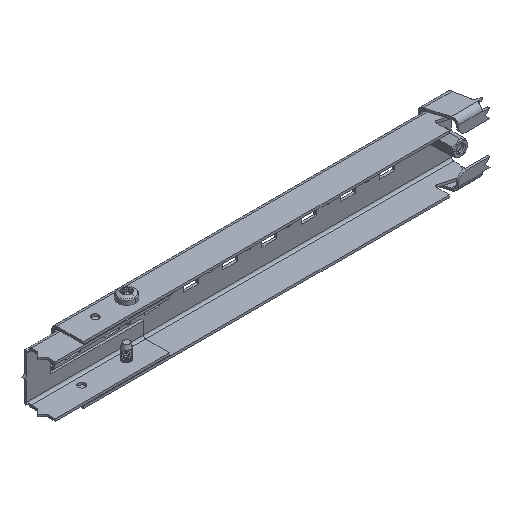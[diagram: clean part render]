
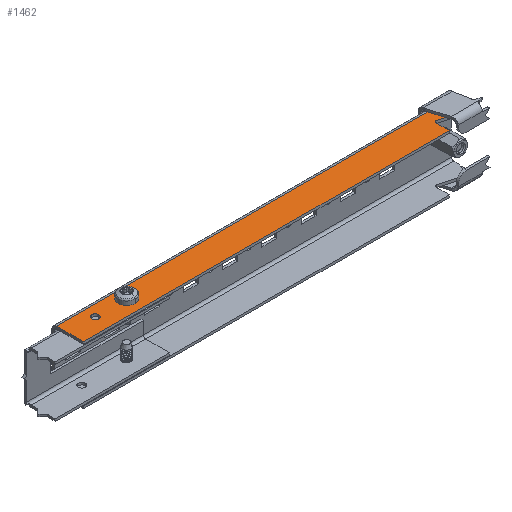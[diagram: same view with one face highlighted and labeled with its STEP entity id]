
A CAD part, isometric view. The second image highlights one B-rep face of the part: STEP entity #1462.
In plain terms, the highlighted planar face has unit normal (0, 0, 1).
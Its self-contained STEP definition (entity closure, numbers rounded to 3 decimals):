
#144 = CIRCLE ( 'NONE', #5496, 1. ) ;
#145 = CIRCLE ( 'NONE', #11080, 2.25 ) ;
#227 = PLANE ( 'NONE',  #9056 ) ;
#250 = DIRECTION ( 'NONE',  ( 0., 0., 1. ) ) ;
#717 = DIRECTION ( 'NONE',  ( 1., 0., 0. ) ) ;
#747 = CARTESIAN_POINT ( 'NONE',  ( 122.624, -14.779, 18.484 ) ) ;
#882 = CARTESIAN_POINT ( 'NONE',  ( -89., -12.374, 18.484 ) ) ;
#890 = CIRCLE ( 'NONE', #12107, 1. ) ;
#1131 = EDGE_CURVE ( 'NONE', #14151, #6859, #890, .T. ) ;
#1230 = VECTOR ( 'NONE', #13890, 1000. ) ;
#1329 = CIRCLE ( 'NONE', #1842, 2.25 ) ;
#1427 = DIRECTION ( 'NONE',  ( 0., -1., 0. ) ) ;
#1462 = ADVANCED_FACE ( 'NONE', ( #7340, #6127, #8447 ), #227, .T. ) ;
#1543 = CIRCLE ( 'NONE', #8407, 1. ) ;
#1773 = CARTESIAN_POINT ( 'NONE',  ( 126.5, -20.124, 18.484 ) ) ;
#1842 = AXIS2_PLACEMENT_3D ( 'NONE', #6438, #13716, #2863 ) ;
#1897 = VERTEX_POINT ( 'NONE', #8341 ) ;
#2011 = ORIENTED_EDGE ( 'NONE', *, *, #11788, .T. ) ;
#2082 = ORIENTED_EDGE ( 'NONE', *, *, #10473, .F. ) ;
#2238 = DIRECTION ( 'NONE',  ( 0., -1., 0. ) ) ;
#2640 = CARTESIAN_POINT ( 'NONE',  ( -109., -10.124, 18.484 ) ) ;
#2724 = VECTOR ( 'NONE', #7823, 1000. ) ;
#2863 = DIRECTION ( 'NONE',  ( 0., -1., 0. ) ) ;
#2870 = DIRECTION ( 'NONE',  ( 0., -1., 0. ) ) ;
#3536 = CIRCLE ( 'NONE', #9126, 2.25 ) ;
#3613 = CARTESIAN_POINT ( 'NONE',  ( 106.5, -11.482, 18.484 ) ) ;
#3655 = VERTEX_POINT ( 'NONE', #13143 ) ;
#3921 = CARTESIAN_POINT ( 'NONE',  ( -109., -10.124, 18.484 ) ) ;
#4044 = ORIENTED_EDGE ( 'NONE', *, *, #13264, .F. ) ;
#4160 = CARTESIAN_POINT ( 'NONE',  ( 126.5, -3., 18.484 ) ) ;
#4420 = EDGE_CURVE ( 'NONE', #9411, #14606, #9020, .T. ) ;
#4533 = VERTEX_POINT ( 'NONE', #882 ) ;
#4620 = DIRECTION ( 'NONE',  ( 0., 1., 0. ) ) ;
#5050 = EDGE_CURVE ( 'NONE', #8713, #12016, #144, .T. ) ;
#5109 = EDGE_CURVE ( 'NONE', #1897, #8528, #11557, .T. ) ;
#5272 = ORIENTED_EDGE ( 'NONE', *, *, #4420, .T. ) ;
#5358 = VECTOR ( 'NONE', #717, 1000. ) ;
#5430 = LINE ( 'NONE', #14077, #2724 ) ;
#5496 = AXIS2_PLACEMENT_3D ( 'NONE', #9167, #14214, #4620 ) ;
#5729 = CARTESIAN_POINT ( 'NONE',  ( 126.5, -20.124, 18.484 ) ) ;
#6127 = FACE_BOUND ( 'NONE', #10166, .T. ) ;
#6183 = VERTEX_POINT ( 'NONE', #10847 ) ;
#6280 = EDGE_CURVE ( 'NONE', #10661, #4533, #1329, .T. ) ;
#6343 = DIRECTION ( 'NONE',  ( 0., 0., 1. ) ) ;
#6438 = CARTESIAN_POINT ( 'NONE',  ( -89., -10.124, 18.484 ) ) ;
#6530 = LINE ( 'NONE', #12597, #7580 ) ;
#6817 = EDGE_CURVE ( 'NONE', #3655, #11551, #13582, .T. ) ;
#6859 = VERTEX_POINT ( 'NONE', #3613 ) ;
#6889 = EDGE_LOOP ( 'NONE', ( #9500, #10896 ) ) ;
#7252 = DIRECTION ( 'NONE',  ( 0., -1., 0. ) ) ;
#7340 = FACE_BOUND ( 'NONE', #6889, .T. ) ;
#7497 = DIRECTION ( 'NONE',  ( 0., 0., 1. ) ) ;
#7580 = VECTOR ( 'NONE', #2870, 1000. ) ;
#7616 = VERTEX_POINT ( 'NONE', #10024 ) ;
#7730 = CARTESIAN_POINT ( 'NONE',  ( 123.851, -14.126, 18.484 ) ) ;
#7789 = CARTESIAN_POINT ( 'NONE',  ( -89., -10.124, 18.484 ) ) ;
#7823 = DIRECTION ( 'NONE',  ( -0.961, 0.276, 0. ) ) ;
#7835 = CARTESIAN_POINT ( 'NONE',  ( 107.776, -10.521, 18.484 ) ) ;
#7977 = CARTESIAN_POINT ( 'NONE',  ( 107.5, -11.482, 18.484 ) ) ;
#8213 = CARTESIAN_POINT ( 'NONE',  ( 106.5, -20.124, 18.484 ) ) ;
#8335 = EDGE_CURVE ( 'NONE', #4533, #10661, #145, .T. ) ;
#8341 = CARTESIAN_POINT ( 'NONE',  ( -126.5, -20.124, 18.484 ) ) ;
#8407 = AXIS2_PLACEMENT_3D ( 'NONE', #12685, #12602, #11553 ) ;
#8447 = FACE_OUTER_BOUND ( 'NONE', #11363, .T. ) ;
#8528 = VERTEX_POINT ( 'NONE', #14409 ) ;
#8713 = VERTEX_POINT ( 'NONE', #8955 ) ;
#8719 = AXIS2_PLACEMENT_3D ( 'NONE', #3921, #250, #13663 ) ;
#8739 = ORIENTED_EDGE ( 'NONE', *, *, #14631, .F. ) ;
#8955 = CARTESIAN_POINT ( 'NONE',  ( 122.9, -14.817, 18.484 ) ) ;
#9000 = DIRECTION ( 'NONE',  ( 0., 1., 0. ) ) ;
#9020 = LINE ( 'NONE', #1773, #13128 ) ;
#9056 = AXIS2_PLACEMENT_3D ( 'NONE', #9948, #9782, #7252 ) ;
#9126 = AXIS2_PLACEMENT_3D ( 'NONE', #2640, #7497, #1427 ) ;
#9167 = CARTESIAN_POINT ( 'NONE',  ( 122.9, -13.817, 18.484 ) ) ;
#9396 = VECTOR ( 'NONE', #13236, 1000. ) ;
#9411 = VERTEX_POINT ( 'NONE', #13069 ) ;
#9500 = ORIENTED_EDGE ( 'NONE', *, *, #8335, .F. ) ;
#9705 = ORIENTED_EDGE ( 'NONE', *, *, #1131, .F. ) ;
#9782 = DIRECTION ( 'NONE',  ( 0., 0., 1. ) ) ;
#9838 = ORIENTED_EDGE ( 'NONE', *, *, #15750, .T. ) ;
#9948 = CARTESIAN_POINT ( 'NONE',  ( 0., 15.676, 18.484 ) ) ;
#9995 = ORIENTED_EDGE ( 'NONE', *, *, #10604, .F. ) ;
#10024 = CARTESIAN_POINT ( 'NONE',  ( 123.851, -14.126, 18.484 ) ) ;
#10166 = EDGE_LOOP ( 'NONE', ( #9995, #15489 ) ) ;
#10272 = DIRECTION ( 'NONE',  ( 0., 0., 1. ) ) ;
#10473 = EDGE_CURVE ( 'NONE', #6859, #8528, #11640, .T. ) ;
#10604 = EDGE_CURVE ( 'NONE', #11551, #3655, #3536, .T. ) ;
#10661 = VERTEX_POINT ( 'NONE', #11388 ) ;
#10667 = EDGE_CURVE ( 'NONE', #9411, #7616, #13648, .T. ) ;
#10847 = CARTESIAN_POINT ( 'NONE',  ( -126.5, -3., 18.484 ) ) ;
#10896 = ORIENTED_EDGE ( 'NONE', *, *, #6280, .F. ) ;
#11052 = LINE ( 'NONE', #13557, #9396 ) ;
#11080 = AXIS2_PLACEMENT_3D ( 'NONE', #7789, #6343, #11443 ) ;
#11363 = EDGE_LOOP ( 'NONE', ( #5272, #2011, #9838, #11600, #2082, #9705, #8739, #14777, #4044, #13354 ) ) ;
#11388 = CARTESIAN_POINT ( 'NONE',  ( -89., -7.874, 18.484 ) ) ;
#11443 = DIRECTION ( 'NONE',  ( 0., -1., 0. ) ) ;
#11551 = VERTEX_POINT ( 'NONE', #15012 ) ;
#11553 = DIRECTION ( 'NONE',  ( 0., 1., 0. ) ) ;
#11557 = LINE ( 'NONE', #5729, #5358 ) ;
#11600 = ORIENTED_EDGE ( 'NONE', *, *, #5109, .T. ) ;
#11640 = LINE ( 'NONE', #8213, #15270 ) ;
#11788 = EDGE_CURVE ( 'NONE', #14606, #6183, #11052, .T. ) ;
#12016 = VERTEX_POINT ( 'NONE', #747 ) ;
#12107 = AXIS2_PLACEMENT_3D ( 'NONE', #7977, #10272, #9000 ) ;
#12597 = CARTESIAN_POINT ( 'NONE',  ( -126.5, -20.124, 18.484 ) ) ;
#12602 = DIRECTION ( 'NONE',  ( 0., 0., -1. ) ) ;
#12685 = CARTESIAN_POINT ( 'NONE',  ( 122.9, -13.817, 18.484 ) ) ;
#13069 = CARTESIAN_POINT ( 'NONE',  ( 126.5, -5.974, 18.484 ) ) ;
#13128 = VECTOR ( 'NONE', #13681, 1000. ) ;
#13143 = CARTESIAN_POINT ( 'NONE',  ( -109., -7.874, 18.484 ) ) ;
#13236 = DIRECTION ( 'NONE',  ( -1., 0., 0. ) ) ;
#13264 = EDGE_CURVE ( 'NONE', #7616, #8713, #1543, .T. ) ;
#13354 = ORIENTED_EDGE ( 'NONE', *, *, #10667, .F. ) ;
#13557 = CARTESIAN_POINT ( 'NONE',  ( 0., -3., 18.484 ) ) ;
#13582 = CIRCLE ( 'NONE', #8719, 2.25 ) ;
#13648 = LINE ( 'NONE', #7730, #1230 ) ;
#13663 = DIRECTION ( 'NONE',  ( 0., -1., 0. ) ) ;
#13681 = DIRECTION ( 'NONE',  ( 0., 1., 0. ) ) ;
#13716 = DIRECTION ( 'NONE',  ( 0., 0., 1. ) ) ;
#13890 = DIRECTION ( 'NONE',  ( -0.309, -0.951, 0. ) ) ;
#14077 = CARTESIAN_POINT ( 'NONE',  ( 107.776, -10.521, 18.484 ) ) ;
#14151 = VERTEX_POINT ( 'NONE', #7835 ) ;
#14214 = DIRECTION ( 'NONE',  ( 0., 0., -1. ) ) ;
#14409 = CARTESIAN_POINT ( 'NONE',  ( 106.5, -20.124, 18.484 ) ) ;
#14606 = VERTEX_POINT ( 'NONE', #4160 ) ;
#14631 = EDGE_CURVE ( 'NONE', #12016, #14151, #5430, .T. ) ;
#14777 = ORIENTED_EDGE ( 'NONE', *, *, #5050, .F. ) ;
#15012 = CARTESIAN_POINT ( 'NONE',  ( -109., -12.374, 18.484 ) ) ;
#15270 = VECTOR ( 'NONE', #2238, 1000. ) ;
#15489 = ORIENTED_EDGE ( 'NONE', *, *, #6817, .F. ) ;
#15750 = EDGE_CURVE ( 'NONE', #6183, #1897, #6530, .T. ) ;
